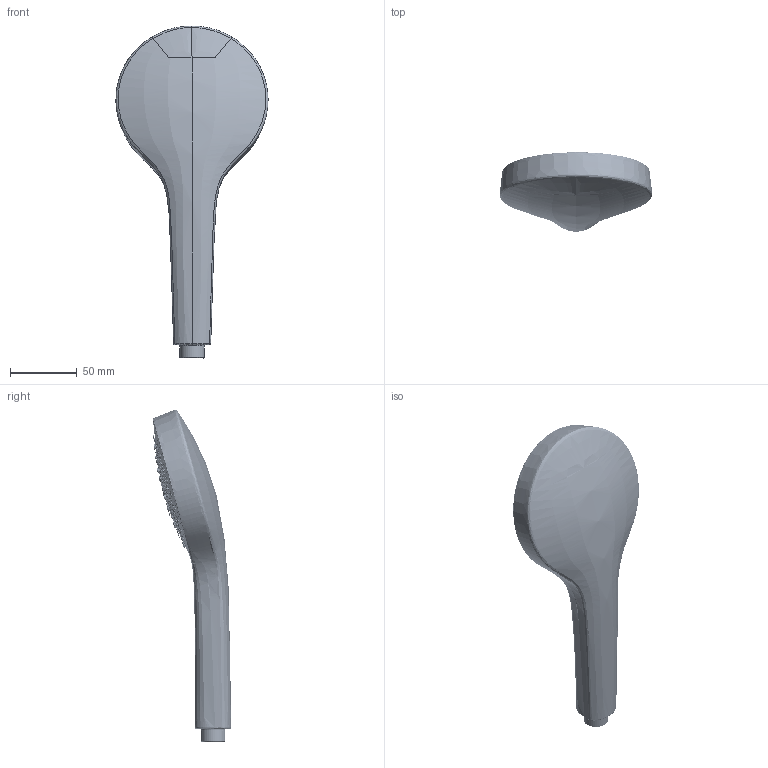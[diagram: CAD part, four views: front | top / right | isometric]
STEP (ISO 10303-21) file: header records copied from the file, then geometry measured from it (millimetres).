
FILE_DESCRIPTION(/* description */ (''),/* implementation_level */ '2;1');
FILE_NAME(/* name */ 'TVS10841301.step',/* time_stamp */ '2023-01-18T17:09:05+01:00',/* author */ (''),/* organization */ (''),/* preprocessor_version */ 'ST-DEVELOPER v19.2',/* originating_system */ 'Autodesk Translation Framework v11.17.0.187',/* authorisation */ '');
FILE_SCHEMA (('AUTOMOTIVE_DESIGN { 1 0 10303 214 3 1 1 }'));
Products named in the file (10): (Nicht gespeichert); P83402-001_227; P83402-002_51; P83402-003_145; P84302-020_ASM_52_ASM; P83402-011_48; P83402-005_ASM_18_ASM; P83402-004_103; P83402-005_9; Komponente9
Assembly tree (9 placements, depth 3):
  (Nicht gespeichert)
    P83402-001_227
    P83402-002_51
    P83402-003_145
    P84302-020_ASM_52_ASM
      P83402-011_48
    P83402-005_ASM_18_ASM
      P83402-004_103
      P83402-005_9
    Komponente9
Bounding box: 113.73 x 58.93 x 247.98 mm (x, y, z)
Volume: 7412.1 mm3; surface area: 79704.5 mm2
Topology: 2 solids, 7 shells, 1796 faces, 4715 edges, 3072 vertices
Faces by surface type: bspline 801, cone 403, plane 287, torus 137, cylinder 88, sphere 80
Full cylindrical faces by diameter (mm): 2 x1, 2.1 x1, 2.6 x1, 18.361 x1, 44.34 x1, 45.34 x1
Entity records: 241569 total; most frequent: CARTESIAN_POINT 202917, ORIENTED_EDGE 8869, DIRECTION 6232, EDGE_CURVE 4712, VERTEX_POINT 3072, AXIS2_PLACEMENT_3D 2666, EDGE_LOOP 2181, B_SPLINE_CURVE_WITH_KNOTS 2144
